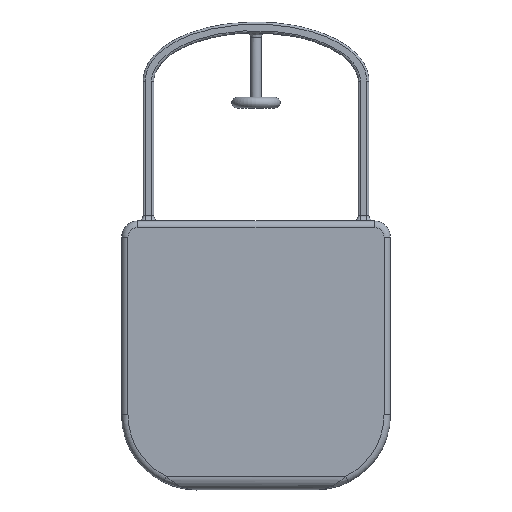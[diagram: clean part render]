
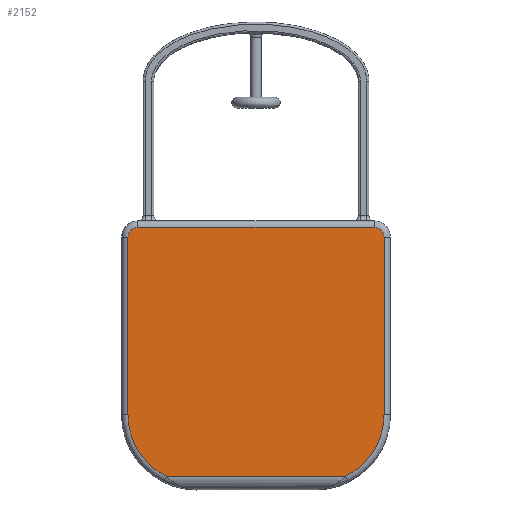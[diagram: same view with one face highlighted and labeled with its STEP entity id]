
A CAD part, top view. The second image highlights one B-rep face of the part: STEP entity #2152.
In plain terms, the highlighted planar face has unit normal (0, 0, 1).
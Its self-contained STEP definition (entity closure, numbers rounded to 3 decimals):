
#616=DIRECTION('',(0.,1.,0.));
#617=VECTOR('',#616,165.);
#618=CARTESIAN_POINT('',(119.,-290.,25.));
#619=LINE('',#618,#617);
#620=CARTESIAN_POINT('',(55.,-290.,25.));
#621=DIRECTION('',(0.,0.,1.));
#622=DIRECTION('',(0.442,-0.897,0.));
#623=AXIS2_PLACEMENT_3D('',#620,#621,#622);
#625=DIRECTION('',(-1.,0.,0.));
#626=VECTOR('',#625,166.612);
#627=CARTESIAN_POINT('',(83.306,-347.4,25.));
#628=LINE('',#627,#626);
#629=CARTESIAN_POINT('',(-55.,-290.,25.));
#630=DIRECTION('',(0.,0.,-1.));
#631=DIRECTION('',(-0.442,-0.897,0.));
#632=AXIS2_PLACEMENT_3D('',#629,#630,#631);
#634=DIRECTION('',(0.,1.,0.));
#635=VECTOR('',#634,165.);
#636=CARTESIAN_POINT('',(-119.,-290.,25.));
#637=LINE('',#636,#635);
#638=CARTESIAN_POINT('',(-110.,-125.,25.));
#639=DIRECTION('',(0.,0.,1.));
#640=DIRECTION('',(0.,1.,0.));
#641=AXIS2_PLACEMENT_3D('',#638,#639,#640);
#643=DIRECTION('',(1.,0.,0.));
#644=VECTOR('',#643,220.);
#645=CARTESIAN_POINT('',(-110.,-116.,25.));
#646=LINE('',#645,#644);
#647=CARTESIAN_POINT('',(110.,-125.,25.));
#648=DIRECTION('',(0.,0.,1.));
#649=DIRECTION('',(1.,0.,0.));
#650=AXIS2_PLACEMENT_3D('',#647,#648,#649);
#1175=CARTESIAN_POINT('',(119.,-290.,25.));
#1176=CARTESIAN_POINT('',(119.,-125.,25.));
#1177=VERTEX_POINT('',#1175);
#1178=VERTEX_POINT('',#1176);
#1181=CARTESIAN_POINT('',(83.306,-347.4,25.));
#1182=CARTESIAN_POINT('',(-83.306,-347.4,25.));
#1183=VERTEX_POINT('',#1181);
#1184=VERTEX_POINT('',#1182);
#1191=CARTESIAN_POINT('',(-119.,-290.,25.));
#1192=CARTESIAN_POINT('',(-119.,-125.,25.));
#1193=VERTEX_POINT('',#1191);
#1194=VERTEX_POINT('',#1192);
#1231=CARTESIAN_POINT('',(-110.,-116.,25.));
#1232=CARTESIAN_POINT('',(110.,-116.,25.));
#1233=VERTEX_POINT('',#1231);
#1234=VERTEX_POINT('',#1232);
#2130=CARTESIAN_POINT('',(125.,-110.,25.));
#2131=DIRECTION('',(0.,0.,1.));
#2132=DIRECTION('',(-1.,0.,0.));
#2133=AXIS2_PLACEMENT_3D('',#2130,#2131,#2132);
#2134=PLANE('',#2133);
#2135=ORIENTED_EDGE('',*,*,#2120,.F.);
#2137=ORIENTED_EDGE('',*,*,#2136,.F.);
#2139=ORIENTED_EDGE('',*,*,#2138,.T.);
#2141=ORIENTED_EDGE('',*,*,#2140,.T.);
#2143=ORIENTED_EDGE('',*,*,#2142,.T.);
#2145=ORIENTED_EDGE('',*,*,#2144,.F.);
#2147=ORIENTED_EDGE('',*,*,#2146,.T.);
#2149=ORIENTED_EDGE('',*,*,#2148,.F.);
#2150=EDGE_LOOP('',(#2135,#2137,#2139,#2141,#2143,#2145,#2147,#2149));
#2151=FACE_OUTER_BOUND('',#2150,.F.);
#2152=ADVANCED_FACE('',(#2151),#2134,.T.);
#624=CIRCLE('',#623,64.);
#633=CIRCLE('',#632,64.);
#642=CIRCLE('',#641,9.);
#651=CIRCLE('',#650,9.);
#2120=EDGE_CURVE('',#1177,#1178,#619,.T.);
#2136=EDGE_CURVE('',#1183,#1177,#624,.T.);
#2138=EDGE_CURVE('',#1183,#1184,#628,.T.);
#2140=EDGE_CURVE('',#1184,#1193,#633,.T.);
#2142=EDGE_CURVE('',#1193,#1194,#637,.T.);
#2144=EDGE_CURVE('',#1233,#1194,#642,.T.);
#2146=EDGE_CURVE('',#1233,#1234,#646,.T.);
#2148=EDGE_CURVE('',#1178,#1234,#651,.T.);
